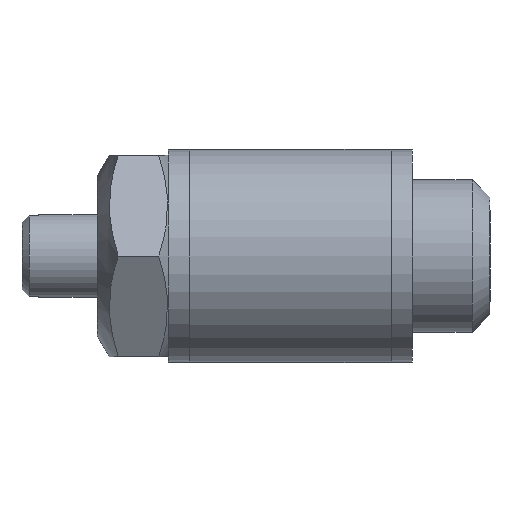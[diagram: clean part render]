
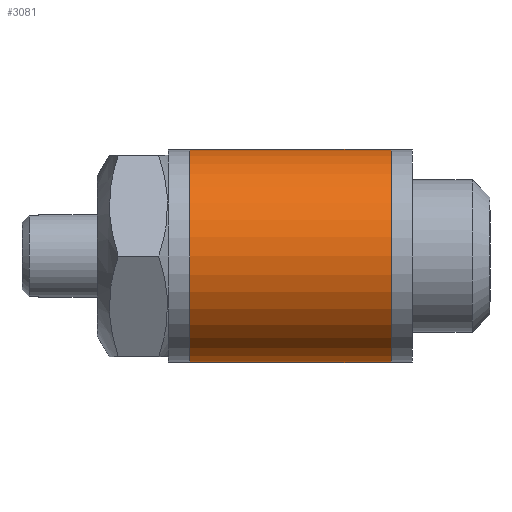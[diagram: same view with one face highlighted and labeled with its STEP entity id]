
A CAD part, left-side view. The second image highlights one B-rep face of the part: STEP entity #3081.
In plain terms, the highlighted cylindrical face has radius 9 mm (diameter 18 mm), a partial arc.
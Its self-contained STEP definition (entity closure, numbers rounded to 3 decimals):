
#979 = DIRECTION ( 'NONE',  ( 0., 1., 0. ) ) ;
#980 = DIRECTION ( 'NONE',  ( 0., 0., 1. ) ) ;
#981 = CARTESIAN_POINT ( 'NONE',  ( 0., 30.786, 0. ) ) ;
#982 = AXIS2_PLACEMENT_3D ( 'NONE', #981, #979, #980 ) ;
#983 = CYLINDRICAL_SURFACE ( 'NONE', #982, 9. ) ;
#1583 = FACE_OUTER_BOUND ( 'NONE', #3070, .T. ) ;
#1606 = DIRECTION ( 'NONE',  ( -1., 0., 0. ) ) ;
#1607 = DIRECTION ( 'NONE',  ( 0., 1., 0. ) ) ;
#1608 = CARTESIAN_POINT ( 'NONE',  ( 0., 8.7, 0. ) ) ;
#1609 = AXIS2_PLACEMENT_3D ( 'NONE', #1608, #1607, #1606 ) ;
#1610 = CIRCLE ( 'NONE', #1609, 9. ) ;
#1680 = CARTESIAN_POINT ( 'NONE',  ( 0., 8.7, -9. ) ) ;
#1691 = CARTESIAN_POINT ( 'NONE',  ( 0., 8.7, 9. ) ) ;
#1706 = CARTESIAN_POINT ( 'NONE',  ( 0., 25.7, -9. ) ) ;
#1707 = DIRECTION ( 'NONE',  ( 0., 1., 0. ) ) ;
#1708 = CARTESIAN_POINT ( 'NONE',  ( 0., 30.786, -9. ) ) ;
#1709 = VECTOR ( 'NONE', #1707, 1000. ) ;
#1710 = LINE ( 'NONE', #1708, #1709 ) ;
#1714 = CARTESIAN_POINT ( 'NONE',  ( 0., 25.7, 9. ) ) ;
#1718 = DIRECTION ( 'NONE',  ( 0., 1., 0. ) ) ;
#1726 = CARTESIAN_POINT ( 'NONE',  ( 0., 30.786, 9. ) ) ;
#1729 = VECTOR ( 'NONE', #1718, 1000. ) ;
#1734 = LINE ( 'NONE', #1726, #1729 ) ;
#1868 = DIRECTION ( 'NONE',  ( 1., 0., 0. ) ) ;
#1872 = CIRCLE ( 'NONE', #1877, 9. ) ;
#1875 = DIRECTION ( 'NONE',  ( 0., -1., 0. ) ) ;
#1876 = CARTESIAN_POINT ( 'NONE',  ( 0., 25.7, 0. ) ) ;
#1877 = AXIS2_PLACEMENT_3D ( 'NONE', #1876, #1875, #1868 ) ;
#3002 = VERTEX_POINT ( 'NONE', #1680 ) ;
#3004 = VERTEX_POINT ( 'NONE', #1691 ) ;
#3022 = VERTEX_POINT ( 'NONE', #1706 ) ;
#3026 = EDGE_CURVE ( 'NONE', #3002, #3022, #1710, .T. ) ;
#3027 = EDGE_CURVE ( 'NONE', #3004, #3028, #1734, .T. ) ;
#3028 = VERTEX_POINT ( 'NONE', #1714 ) ;
#3047 = ORIENTED_EDGE ( 'NONE', *, *, #3026, .F. ) ;
#3048 = ORIENTED_EDGE ( 'NONE', *, *, #3027, .T. ) ;
#3058 = ORIENTED_EDGE ( 'NONE', *, *, #3082, .T. ) ;
#3070 = EDGE_LOOP ( 'NONE', ( #3047, #3058, #3048, #3075 ) ) ;
#3071 = EDGE_CURVE ( 'NONE', #3028, #3022, #1872, .T. ) ;
#3075 = ORIENTED_EDGE ( 'NONE', *, *, #3071, .T. ) ;
#3081 = ADVANCED_FACE ( 'NONE', ( #1583 ), #983, .T. ) ;
#3082 = EDGE_CURVE ( 'NONE', #3002, #3004, #1610, .T. ) ;
